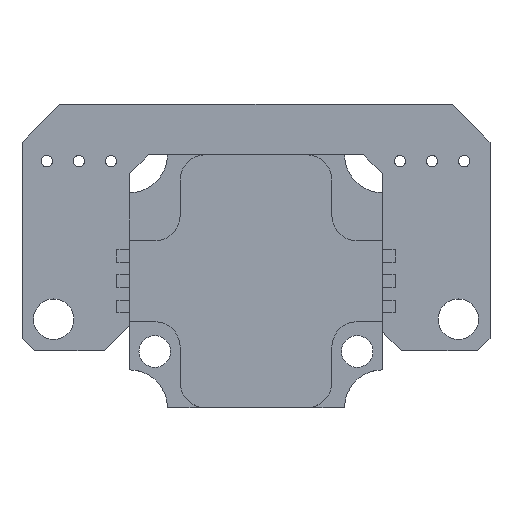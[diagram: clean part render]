
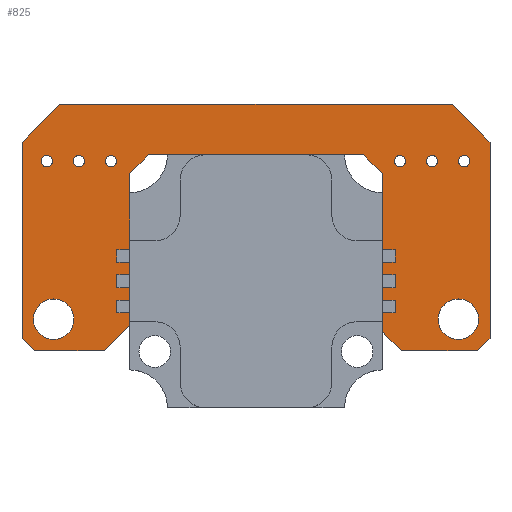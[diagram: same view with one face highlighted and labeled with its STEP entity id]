
A CAD part, top view. The second image highlights one B-rep face of the part: STEP entity #825.
In plain terms, the highlighted planar face has unit normal (0, 0, 1).
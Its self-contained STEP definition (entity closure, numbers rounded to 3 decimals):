
#24 = VERTEX_POINT('',#25);
#25 = CARTESIAN_POINT('',(12.5,12.5,0.));
#31 = EDGE_CURVE('',#24,#32,#34,.T.);
#32 = VERTEX_POINT('',#33);
#33 = CARTESIAN_POINT('',(13.5,11.5,0.));
#34 = LINE('',#35,#36);
#35 = CARTESIAN_POINT('',(12.5,12.5,0.));
#36 = VECTOR('',#37,1.);
#37 = DIRECTION('',(0.707,-0.707,0.));
#62 = EDGE_CURVE('',#32,#63,#65,.T.);
#63 = VERTEX_POINT('',#64);
#64 = CARTESIAN_POINT('',(19.,11.5,0.));
#65 = LINE('',#66,#67);
#66 = CARTESIAN_POINT('',(13.5,11.5,0.));
#67 = VECTOR('',#68,1.);
#68 = DIRECTION('',(1.,0.,0.));
#93 = EDGE_CURVE('',#63,#94,#96,.T.);
#94 = VERTEX_POINT('',#95);
#95 = CARTESIAN_POINT('',(21.,13.5,0.));
#96 = LINE('',#97,#98);
#97 = CARTESIAN_POINT('',(19.,11.5,0.));
#98 = VECTOR('',#99,1.);
#99 = DIRECTION('',(0.707,0.707,0.));
#124 = EDGE_CURVE('',#94,#125,#127,.T.);
#125 = VERTEX_POINT('',#126);
#126 = CARTESIAN_POINT('',(21.,25.5,0.));
#127 = LINE('',#128,#129);
#128 = CARTESIAN_POINT('',(21.,13.5,0.));
#129 = VECTOR('',#130,1.);
#130 = DIRECTION('',(0.,1.,0.));
#155 = EDGE_CURVE('',#125,#156,#158,.T.);
#156 = VERTEX_POINT('',#157);
#157 = CARTESIAN_POINT('',(22.5,27.,0.));
#158 = LINE('',#159,#160);
#159 = CARTESIAN_POINT('',(21.,25.5,0.));
#160 = VECTOR('',#161,1.);
#161 = DIRECTION('',(0.707,0.707,0.));
#186 = EDGE_CURVE('',#156,#187,#189,.T.);
#187 = VERTEX_POINT('',#188);
#188 = CARTESIAN_POINT('',(39.5,27.,0.));
#189 = LINE('',#190,#191);
#190 = CARTESIAN_POINT('',(22.5,27.,0.));
#191 = VECTOR('',#192,1.);
#192 = DIRECTION('',(1.,0.,0.));
#217 = EDGE_CURVE('',#187,#218,#220,.T.);
#218 = VERTEX_POINT('',#219);
#219 = CARTESIAN_POINT('',(41.,25.5,0.));
#220 = LINE('',#221,#222);
#221 = CARTESIAN_POINT('',(39.5,27.,0.));
#222 = VECTOR('',#223,1.);
#223 = DIRECTION('',(0.707,-0.707,0.));
#248 = EDGE_CURVE('',#218,#249,#251,.T.);
#249 = VERTEX_POINT('',#250);
#250 = CARTESIAN_POINT('',(41.,13.,0.));
#251 = LINE('',#252,#253);
#252 = CARTESIAN_POINT('',(41.,25.5,0.));
#253 = VECTOR('',#254,1.);
#254 = DIRECTION('',(0.,-1.,0.));
#279 = EDGE_CURVE('',#249,#280,#282,.T.);
#280 = VERTEX_POINT('',#281);
#281 = CARTESIAN_POINT('',(42.5,11.5,0.));
#282 = LINE('',#283,#284);
#283 = CARTESIAN_POINT('',(41.,13.,0.));
#284 = VECTOR('',#285,1.);
#285 = DIRECTION('',(0.707,-0.707,0.));
#310 = EDGE_CURVE('',#280,#311,#313,.T.);
#311 = VERTEX_POINT('',#312);
#312 = CARTESIAN_POINT('',(48.5,11.5,0.));
#313 = LINE('',#314,#315);
#314 = CARTESIAN_POINT('',(42.5,11.5,0.));
#315 = VECTOR('',#316,1.);
#316 = DIRECTION('',(1.,0.,0.));
#341 = EDGE_CURVE('',#311,#342,#344,.T.);
#342 = VERTEX_POINT('',#343);
#343 = CARTESIAN_POINT('',(49.5,12.5,0.));
#344 = LINE('',#345,#346);
#345 = CARTESIAN_POINT('',(48.5,11.5,0.));
#346 = VECTOR('',#347,1.);
#347 = DIRECTION('',(0.707,0.707,0.));
#372 = EDGE_CURVE('',#342,#373,#375,.T.);
#373 = VERTEX_POINT('',#374);
#374 = CARTESIAN_POINT('',(49.5,28.,0.));
#375 = LINE('',#376,#377);
#376 = CARTESIAN_POINT('',(49.5,12.5,0.));
#377 = VECTOR('',#378,1.);
#378 = DIRECTION('',(0.,1.,0.));
#403 = EDGE_CURVE('',#373,#404,#406,.T.);
#404 = VERTEX_POINT('',#405);
#405 = CARTESIAN_POINT('',(46.5,31.,0.));
#406 = LINE('',#407,#408);
#407 = CARTESIAN_POINT('',(49.5,28.,0.));
#408 = VECTOR('',#409,1.);
#409 = DIRECTION('',(-0.707,0.707,0.));
#434 = EDGE_CURVE('',#404,#435,#437,.T.);
#435 = VERTEX_POINT('',#436);
#436 = CARTESIAN_POINT('',(15.5,31.,0.));
#437 = LINE('',#438,#439);
#438 = CARTESIAN_POINT('',(46.5,31.,0.));
#439 = VECTOR('',#440,1.);
#440 = DIRECTION('',(-1.,0.,0.));
#465 = EDGE_CURVE('',#435,#466,#468,.T.);
#466 = VERTEX_POINT('',#467);
#467 = CARTESIAN_POINT('',(12.5,28.,0.));
#468 = LINE('',#469,#470);
#469 = CARTESIAN_POINT('',(15.5,31.,0.));
#470 = VECTOR('',#471,1.);
#471 = DIRECTION('',(-0.707,-0.707,0.));
#496 = EDGE_CURVE('',#466,#24,#497,.T.);
#497 = LINE('',#498,#499);
#498 = CARTESIAN_POINT('',(12.5,28.,0.));
#499 = VECTOR('',#500,1.);
#500 = DIRECTION('',(0.,-1.,0.));
#520 = VERTEX_POINT('',#521);
#521 = CARTESIAN_POINT('',(14.91,26.5,0.));
#527 = EDGE_CURVE('',#520,#520,#528,.T.);
#528 = CIRCLE('',#529,0.45);
#529 = AXIS2_PLACEMENT_3D('',#530,#531,#532);
#530 = CARTESIAN_POINT('',(14.46,26.5,0.));
#531 = DIRECTION('',(0.,0.,1.));
#532 = DIRECTION('',(1.,0.,-0.));
#553 = VERTEX_POINT('',#554);
#554 = CARTESIAN_POINT('',(16.6,14.,0.));
#560 = EDGE_CURVE('',#553,#553,#561,.T.);
#561 = CIRCLE('',#562,1.6);
#562 = AXIS2_PLACEMENT_3D('',#563,#564,#565);
#563 = CARTESIAN_POINT('',(15.,14.,0.));
#564 = DIRECTION('',(0.,0.,1.));
#565 = DIRECTION('',(1.,0.,-0.));
#586 = VERTEX_POINT('',#587);
#587 = CARTESIAN_POINT('',(17.45,26.5,0.));
#593 = EDGE_CURVE('',#586,#586,#594,.T.);
#594 = CIRCLE('',#595,0.45);
#595 = AXIS2_PLACEMENT_3D('',#596,#597,#598);
#596 = CARTESIAN_POINT('',(17.,26.5,0.));
#597 = DIRECTION('',(0.,0.,1.));
#598 = DIRECTION('',(1.,0.,-0.));
#619 = VERTEX_POINT('',#620);
#620 = CARTESIAN_POINT('',(19.99,26.5,0.));
#626 = EDGE_CURVE('',#619,#619,#627,.T.);
#627 = CIRCLE('',#628,0.45);
#628 = AXIS2_PLACEMENT_3D('',#629,#630,#631);
#629 = CARTESIAN_POINT('',(19.54,26.5,0.));
#630 = DIRECTION('',(0.,0.,1.));
#631 = DIRECTION('',(1.,0.,-0.));
#652 = VERTEX_POINT('',#653);
#653 = CARTESIAN_POINT('',(42.83,26.5,0.));
#659 = EDGE_CURVE('',#652,#652,#660,.T.);
#660 = CIRCLE('',#661,0.45);
#661 = AXIS2_PLACEMENT_3D('',#662,#663,#664);
#662 = CARTESIAN_POINT('',(42.38,26.5,0.));
#663 = DIRECTION('',(0.,0.,1.));
#664 = DIRECTION('',(1.,0.,-0.));
#685 = VERTEX_POINT('',#686);
#686 = CARTESIAN_POINT('',(48.6,14.,0.));
#692 = EDGE_CURVE('',#685,#685,#693,.T.);
#693 = CIRCLE('',#694,1.6);
#694 = AXIS2_PLACEMENT_3D('',#695,#696,#697);
#695 = CARTESIAN_POINT('',(47.,14.,0.));
#696 = DIRECTION('',(0.,0.,1.));
#697 = DIRECTION('',(1.,0.,-0.));
#718 = VERTEX_POINT('',#719);
#719 = CARTESIAN_POINT('',(45.37,26.5,0.));
#725 = EDGE_CURVE('',#718,#718,#726,.T.);
#726 = CIRCLE('',#727,0.45);
#727 = AXIS2_PLACEMENT_3D('',#728,#729,#730);
#728 = CARTESIAN_POINT('',(44.92,26.5,0.));
#729 = DIRECTION('',(0.,0.,1.));
#730 = DIRECTION('',(1.,0.,-0.));
#751 = VERTEX_POINT('',#752);
#752 = CARTESIAN_POINT('',(47.91,26.5,0.));
#758 = EDGE_CURVE('',#751,#751,#759,.T.);
#759 = CIRCLE('',#760,0.45);
#760 = AXIS2_PLACEMENT_3D('',#761,#762,#763);
#761 = CARTESIAN_POINT('',(47.46,26.5,0.));
#762 = DIRECTION('',(0.,0.,1.));
#763 = DIRECTION('',(1.,0.,-0.));
#825 = ADVANCED_FACE('',(#826,#844,#847,#850,#853,#856,#859,#862,#865),
  #868,.T.);
#826 = FACE_BOUND('',#827,.T.);
#827 = EDGE_LOOP('',(#828,#829,#830,#831,#832,#833,#834,#835,#836,#837,
    #838,#839,#840,#841,#842,#843));
#828 = ORIENTED_EDGE('',*,*,#31,.T.);
#829 = ORIENTED_EDGE('',*,*,#62,.T.);
#830 = ORIENTED_EDGE('',*,*,#93,.T.);
#831 = ORIENTED_EDGE('',*,*,#124,.T.);
#832 = ORIENTED_EDGE('',*,*,#155,.T.);
#833 = ORIENTED_EDGE('',*,*,#186,.T.);
#834 = ORIENTED_EDGE('',*,*,#217,.T.);
#835 = ORIENTED_EDGE('',*,*,#248,.T.);
#836 = ORIENTED_EDGE('',*,*,#279,.T.);
#837 = ORIENTED_EDGE('',*,*,#310,.T.);
#838 = ORIENTED_EDGE('',*,*,#341,.T.);
#839 = ORIENTED_EDGE('',*,*,#372,.T.);
#840 = ORIENTED_EDGE('',*,*,#403,.T.);
#841 = ORIENTED_EDGE('',*,*,#434,.T.);
#842 = ORIENTED_EDGE('',*,*,#465,.T.);
#843 = ORIENTED_EDGE('',*,*,#496,.T.);
#844 = FACE_BOUND('',#845,.T.);
#845 = EDGE_LOOP('',(#846));
#846 = ORIENTED_EDGE('',*,*,#527,.F.);
#847 = FACE_BOUND('',#848,.T.);
#848 = EDGE_LOOP('',(#849));
#849 = ORIENTED_EDGE('',*,*,#560,.F.);
#850 = FACE_BOUND('',#851,.T.);
#851 = EDGE_LOOP('',(#852));
#852 = ORIENTED_EDGE('',*,*,#593,.F.);
#853 = FACE_BOUND('',#854,.T.);
#854 = EDGE_LOOP('',(#855));
#855 = ORIENTED_EDGE('',*,*,#626,.F.);
#856 = FACE_BOUND('',#857,.T.);
#857 = EDGE_LOOP('',(#858));
#858 = ORIENTED_EDGE('',*,*,#659,.F.);
#859 = FACE_BOUND('',#860,.T.);
#860 = EDGE_LOOP('',(#861));
#861 = ORIENTED_EDGE('',*,*,#692,.F.);
#862 = FACE_BOUND('',#863,.T.);
#863 = EDGE_LOOP('',(#864));
#864 = ORIENTED_EDGE('',*,*,#725,.F.);
#865 = FACE_BOUND('',#866,.T.);
#866 = EDGE_LOOP('',(#867));
#867 = ORIENTED_EDGE('',*,*,#758,.F.);
#868 = PLANE('',#869);
#869 = AXIS2_PLACEMENT_3D('',#870,#871,#872);
#870 = CARTESIAN_POINT('',(31.019,22.963,0.));
#871 = DIRECTION('',(0.,0.,1.));
#872 = DIRECTION('',(1.,0.,-0.));
